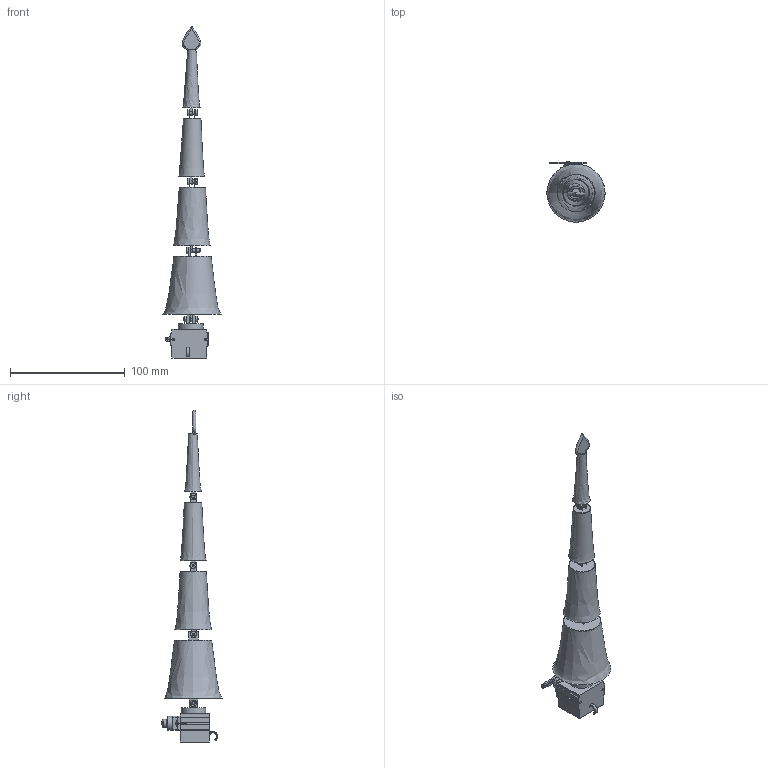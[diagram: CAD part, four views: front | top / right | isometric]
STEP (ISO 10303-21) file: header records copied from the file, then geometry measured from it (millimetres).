
FILE_DESCRIPTION(/* description */ ('STEP AP242','CAx-IF Rec.Pracs.---Representation and Presentation of Product Manufacturing Information (PMI)---4.0---2014-10-13','CAx-IF Rec.Pracs.---3D Tessellated Geometry---0.4---2014-09-14','2;1'),/* implementation_level */ '2;1');
FILE_NAME(/* name */ '688193ed5ca71d6e4310e6d9',/* time_stamp */ '2025-07-24T02:01:19Z',/* author */ (''),/* organization */ (''),/* preprocessor_version */ 'ST-DEVELOPER v20',/* originating_system */ 'ONSHAPE BY PTC INC, 1.201',/* authorisation */ ' ');
FILE_SCHEMA (('AP242_MANAGED_MODEL_BASED_3D_ENGINEERING_MIM_LF { 1 0 10303 442 1 1 4 }'));
Products named in the file (28): Full assembled; Hex thin nut grade A & B M3x0.5; Part 1; Hex socket head cap screw M3x0.50 x 10; PH Pan head screw M3x0.50 x 10; Hex socket head cap screw M3x0.50 x 6; sg90-micro-servo-9g-tower-pro-1.snapshot.3 <1>; SG90 - Micro Servo 9g - Tower Pro.5; SG90 - Micro Servo 9g - Tower Pro.3; SG90 - Micro Servo 9g - Tower Pro.1 (13) <1>; SG90 - Micro Servo 9g - Tower Pro.1; SG90 - Micro Servo 9g - Tower Pro.6
Assembly tree (31 placements, depth 4):
  Full assembled
    Hex thin nut grade A & B M3x0.5  x3
    Part 1
    Hex socket head cap screw M3x0.50 x 10
    Part 1
    PH Pan head screw M3x0.50 x 10
    Part 1
    Hex socket head cap screw M3x0.50 x 6  x2
    Part 1
    Part 1
    sg90-micro-servo-9g-tower-pro-1.snapshot.3 <1>
      SG90 - Micro Servo 9g - Tower Pro.5  x2
      SG90 - Micro Servo 9g - Tower Pro.3
      SG90 - Micro Servo 9g - Tower Pro.1 (13) <1>
        SG90 - Micro Servo 9g - Tower Pro.1
        SG90 - Micro Servo 9g - Tower Pro.1
        SG90 - Micro Servo 9g - Tower Pro.1
        SG90 - Micro Servo 9g - Tower Pro.1
        SG90 - Micro Servo 9g - Tower Pro.1
        SG90 - Micro Servo 9g - Tower Pro.1
        SG90 - Micro Servo 9g - Tower Pro.1
        SG90 - Micro Servo 9g - Tower Pro.1
        SG90 - Micro Servo 9g - Tower Pro.1
        SG90 - Micro Servo 9g - Tower Pro.1
        SG90 - Micro Servo 9g - Tower Pro.1
        SG90 - Micro Servo 9g - Tower Pro.1
        SG90 - Micro Servo 9g - Tower Pro.1
      SG90 - Micro Servo 9g - Tower Pro.6
Bounding box: 50.8 x 52.82 x 289.83 mm (x, y, z)
Volume: 134708.3 mm3; surface area: 34776.5 mm2
Topology: 29 solids, 29 shells, 1334 faces, 3960 edges, 2819 vertices
Faces by surface type: plane 807, cylinder 287, cone 156, torus 43, bspline 35, sphere 6
Full cylindrical faces by diameter (mm): 0.2 x1, 0.5 x1, 1 x3, 1.2 x12, 1.6 x2, 1.8 x4, 2 x43, 2.1 x1, 2.459 x3, 3 x4, 3.1 x1, 3.302 x6, 3.81 x6, 4.6 x1, 4.8 x2, 5 x1, 5.5 x3, 5.6 x1, 6.9 x1, 15.24 x1, 21.511 x1, 32.309 x1, 50.8 x1
Entity records: 54008 total; most frequent: CARTESIAN_POINT 20444, ORIENTED_EDGE 6870, DIRECTION 6109, EDGE_CURVE 3435, VERTEX_POINT 2597, AXIS2_PLACEMENT_3D 2045, LINE 2019, VECTOR 2019
